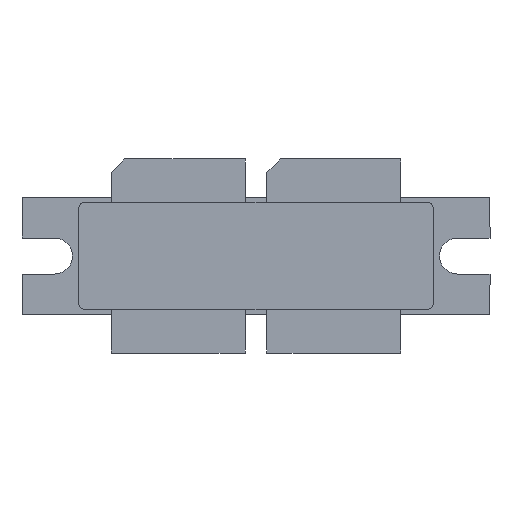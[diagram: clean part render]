
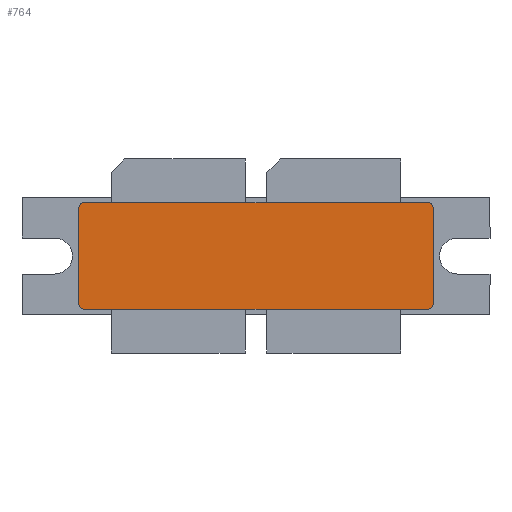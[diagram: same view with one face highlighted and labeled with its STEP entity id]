
A CAD part, top view. The second image highlights one B-rep face of the part: STEP entity #764.
In plain terms, the highlighted planar face has unit normal (0, 0, 1).
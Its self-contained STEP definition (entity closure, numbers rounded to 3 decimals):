
#498=CARTESIAN_POINT('',(15.122,4.7,3.03));
#499=VERTEX_POINT('',#498);
#500=CARTESIAN_POINT('',(15.622,4.2,3.03));
#501=VERTEX_POINT('',#500);
#502=CARTESIAN_POINT('',(15.122,4.2,3.03));
#503=DIRECTION('',(0.0,0.0,-1.));
#504=DIRECTION('',(0.707,0.707,0.0));
#505=AXIS2_PLACEMENT_3D('',#502,#503,#504);
#506=CIRCLE('',#505,0.5);
#507=EDGE_CURVE('',#499,#501,#506,.T.);
#540=CARTESIAN_POINT('',(15.622,-4.2,3.03));
#541=VERTEX_POINT('',#540);
#542=CARTESIAN_POINT('',(15.622,4.2,3.03));
#543=DIRECTION('',(0.0,-1.0,0.0));
#544=VECTOR('',#543,8.4);
#545=LINE('',#542,#544);
#546=EDGE_CURVE('',#501,#541,#545,.T.);
#571=CARTESIAN_POINT('',(15.122,-4.7,3.03));
#572=VERTEX_POINT('',#571);
#573=CARTESIAN_POINT('',(15.122,-4.2,3.03));
#574=DIRECTION('',(0.0,0.0,-1.));
#575=DIRECTION('',(0.707,-0.707,0.0));
#576=AXIS2_PLACEMENT_3D('',#573,#574,#575);
#577=CIRCLE('',#576,0.5);
#578=EDGE_CURVE('',#541,#572,#577,.T.);
#604=CARTESIAN_POINT('',(-15.122,-4.7,3.03));
#605=VERTEX_POINT('',#604);
#606=CARTESIAN_POINT('',(15.122,-4.7,3.03));
#607=DIRECTION('',(-1.0,0.0,0.0));
#608=VECTOR('',#607,30.245);
#609=LINE('',#606,#608);
#610=EDGE_CURVE('',#572,#605,#609,.T.);
#635=CARTESIAN_POINT('',(-15.622,-4.2,3.03));
#636=VERTEX_POINT('',#635);
#637=CARTESIAN_POINT('',(-15.122,-4.2,3.03));
#638=DIRECTION('',(0.0,0.0,-1.));
#639=DIRECTION('',(-0.707,-0.707,0.0));
#640=AXIS2_PLACEMENT_3D('',#637,#638,#639);
#641=CIRCLE('',#640,0.5);
#642=EDGE_CURVE('',#605,#636,#641,.T.);
#668=CARTESIAN_POINT('',(-15.622,4.2,3.03));
#669=VERTEX_POINT('',#668);
#670=CARTESIAN_POINT('',(-15.622,-4.2,3.03));
#671=DIRECTION('',(0.0,1.0,0.0));
#672=VECTOR('',#671,8.4);
#673=LINE('',#670,#672);
#674=EDGE_CURVE('',#636,#669,#673,.T.);
#699=CARTESIAN_POINT('',(-15.122,4.7,3.03));
#700=VERTEX_POINT('',#699);
#701=CARTESIAN_POINT('',(-15.122,4.2,3.03));
#702=DIRECTION('',(0.0,0.0,-1.));
#703=DIRECTION('',(-0.707,0.707,0.0));
#704=AXIS2_PLACEMENT_3D('',#701,#702,#703);
#705=CIRCLE('',#704,0.5);
#706=EDGE_CURVE('',#669,#700,#705,.T.);
#732=CARTESIAN_POINT('',(-15.122,4.7,3.03));
#733=DIRECTION('',(1.0,0.0,0.0));
#734=VECTOR('',#733,30.245);
#735=LINE('',#732,#734);
#736=EDGE_CURVE('',#700,#499,#735,.T.);
#749=CARTESIAN_POINT('',(0.,0.0,3.03));
#750=DIRECTION('',(0.0,0.0,1.0));
#751=DIRECTION('',(1.0,0.0,0.0));
#752=AXIS2_PLACEMENT_3D('',#749,#750,#751);
#753=PLANE('',#752);
#754=ORIENTED_EDGE('',*,*,#507,.F.);
#755=ORIENTED_EDGE('',*,*,#736,.F.);
#756=ORIENTED_EDGE('',*,*,#706,.F.);
#757=ORIENTED_EDGE('',*,*,#674,.F.);
#758=ORIENTED_EDGE('',*,*,#642,.F.);
#759=ORIENTED_EDGE('',*,*,#610,.F.);
#760=ORIENTED_EDGE('',*,*,#578,.F.);
#761=ORIENTED_EDGE('',*,*,#546,.F.);
#762=EDGE_LOOP('',(#754,#755,#756,#757,#758,#759,#760,#761));
#763=FACE_OUTER_BOUND('',#762,.T.);
#764=ADVANCED_FACE('',(#763),#753,.T.);
